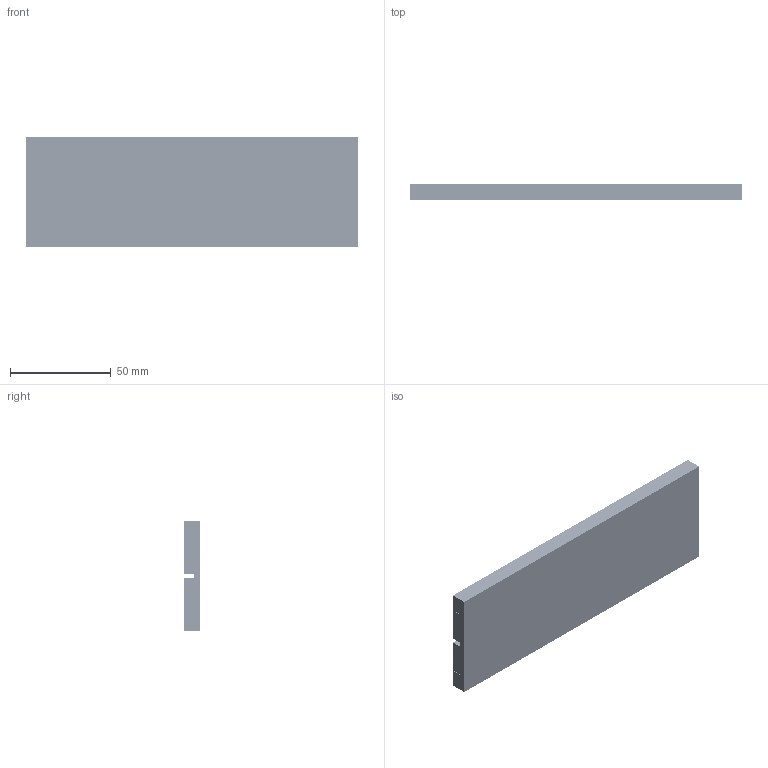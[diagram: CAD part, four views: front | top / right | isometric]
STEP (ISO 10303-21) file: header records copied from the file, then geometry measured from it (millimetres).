
FILE_DESCRIPTION(/* description */ (''),/* implementation_level */ '2;1');
FILE_NAME(/* name */ 'Breadboard.stp',/* time_stamp */ '2014-09-10T09:27:45-04:00',/* author */ ('Christoper Allemang'),/* organization */ (''),/* preprocessor_version */ 'ST-DEVELOPER v15.6',/* originating_system */ 'Autodesk Inventor 2015',/* authorisation */ '');
FILE_SCHEMA (('AUTOMOTIVE_DESIGN { 1 0 10303 214 3 1 1 }'));
Length unit declared in the file: millimetre
Products named in the file (1): Breadboard
Bounding box: 165 x 8 x 54.8 mm (x, y, z)
Volume: 69283.1 mm3; surface area: 31667.2 mm2
Topology: 1 solids, 1 shells, 2538 faces, 5087 edges, 3391 vertices
Faces by surface type: plane 858, cylinder 840, cone 840
Full cylindrical faces by diameter (mm): 0.5 x840
Entity records: 50976 total; most frequent: DIRECTION 10166, CARTESIAN_POINT 7659, ORIENTED_EDGE 5136, AXIS2_PLACEMENT_3D 5059, EDGE_LOOP 5058, EDGE_CURVE 2568, VERTEX_POINT 2552, FACE_OUTER_BOUND 2538
